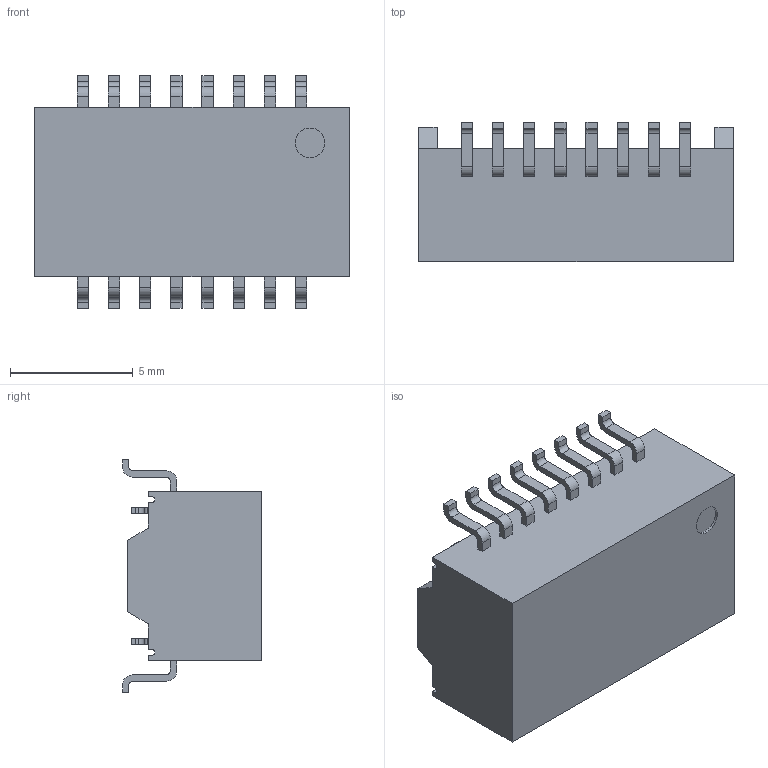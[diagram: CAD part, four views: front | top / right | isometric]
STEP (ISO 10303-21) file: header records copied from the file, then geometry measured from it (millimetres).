
FILE_DESCRIPTION((''),'2;1');
FILE_NAME('SM13126PEL','2019-03-28T',('pc340'),(''),'PRO/ENGINEER BY PARAMETRIC TECHNOLOGY CORPORATION, 2012130','PRO/ENGINEER BY PARAMETRIC TECHNOLOGY CORPORATION, 2012130','');
FILE_SCHEMA(('CONFIG_CONTROL_DESIGN'));
Length unit declared in the file: millimetre
Products named in the file (1): SM13126PEL
Bounding box: 12.8 x 5.65 x 9.45 mm (x, y, z)
Volume: 203.3 mm3; surface area: 591.9 mm2
Topology: 1 solids, 1 shells, 449 faces, 1242 edges, 828 vertices
Faces by surface type: plane 283, cylinder 166
Entity records: 14386 total; most frequent: CARTESIAN_POINT 2519, ORIENTED_EDGE 2484, DIRECTION 2472, EDGE_CURVE 1242, VECTOR 910, LINE 910, VERTEX_POINT 828, AXIS2_PLACEMENT_3D 781
